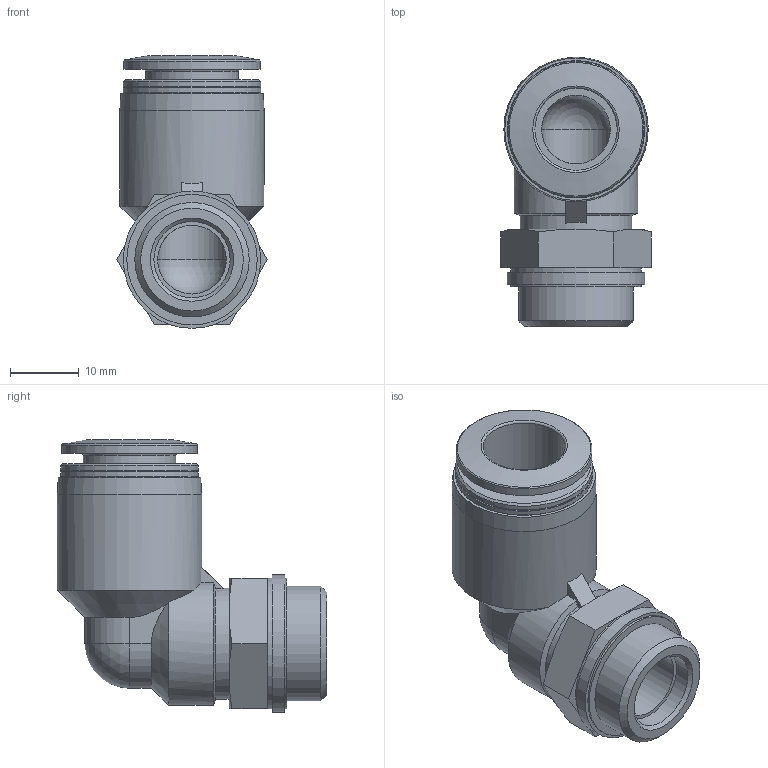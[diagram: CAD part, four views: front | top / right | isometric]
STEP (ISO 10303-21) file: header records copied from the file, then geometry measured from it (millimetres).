
FILE_DESCRIPTION(/* description */ ('STEP AP214'),/* implementation_level */ '2;1');
FILE_NAME(/* name */ '132057_QSL-G3_8-12-20',/* time_stamp */ '2024-09-14T09:30:15+02:00',/* author */ ('License CC BY-ND 4.0'),/* organization */ ('CADENAS'),/* preprocessor_version */ 'ST-DEVELOPER v19.3',/* originating_system */ 'PARTsolutions',/* authorisation */ ' ');
FILE_SCHEMA (('AUTOMOTIVE_DESIGN {1 0 10303 214 3 1 1}'));
Length unit declared in the file: millimetre
Products named in the file (1): 132057 QSL-G3/8-12-20
Bounding box: 21.94 x 39.2 x 39.7 mm (x, y, z)
Volume: 9730.8 mm3; surface area: 6215 mm2
Topology: 1 solids, 1 shells, 66 faces, 142 edges, 84 vertices
Faces by surface type: plane 27, cylinder 17, cone 17, torus 3, sphere 2
Full cylindrical faces by diameter (mm): 10 x2, 11.108 x1, 12 x1, 13.5 x1, 16.2 x1, 16.662 x1, 19 x2, 19.8 x1, 20 x3, 21 x1
Entity records: 2115 total; most frequent: CARTESIAN_POINT 334, DIRECTION 278, ORIENTED_EDGE 222, AXIS2_PLACEMENT_3D 124, EDGE_CURVE 111, EDGE_LOOP 101, FACE_BOUND 101, VERTEX_POINT 80
